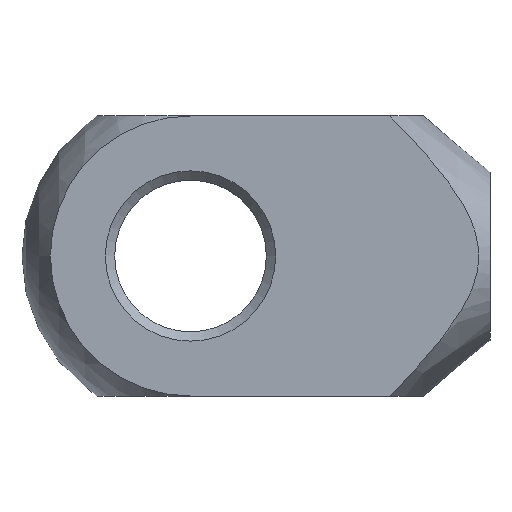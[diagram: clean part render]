
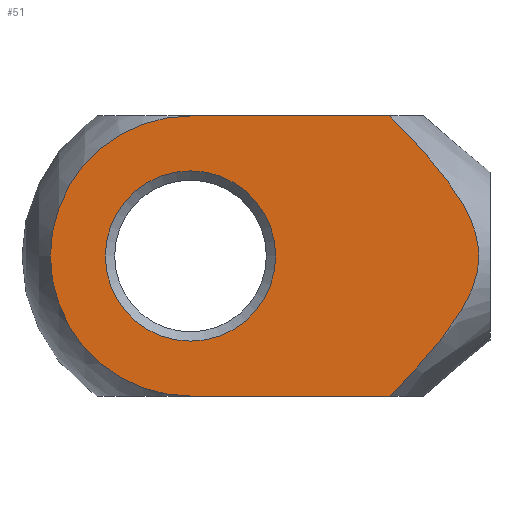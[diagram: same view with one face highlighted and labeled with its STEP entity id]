
A CAD part, left-side view. The second image highlights one B-rep face of the part: STEP entity #51.
In plain terms, the highlighted planar face has unit normal (-1, 0, 0).
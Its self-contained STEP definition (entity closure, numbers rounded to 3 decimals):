
#51 = ADVANCED_FACE( '', ( #111, #112 ), #113, .T. );
#111 = FACE_OUTER_BOUND( '', #179, .T. );
#112 = FACE_BOUND( '', #180, .T. );
#113 = PLANE( '', #181 );
#179 = EDGE_LOOP( '', ( #264, #265, #266, #267 ) );
#180 = EDGE_LOOP( '', ( #268 ) );
#181 = AXIS2_PLACEMENT_3D( '', #269, #270, #271 );
#264 = ORIENTED_EDGE( '', *, *, #379, .F. );
#265 = ORIENTED_EDGE( '', *, *, #380, .T. );
#266 = ORIENTED_EDGE( '', *, *, #370, .F. );
#267 = ORIENTED_EDGE( '', *, *, #381, .T. );
#268 = ORIENTED_EDGE( '', *, *, #356, .T. );
#269 = CARTESIAN_POINT( '', ( -5., 0., 7.5 ) );
#270 = DIRECTION( '', ( -1., 0., 0. ) );
#271 = DIRECTION( '', ( 0., 0., 1. ) );
#356 = EDGE_CURVE( '', #407, #407, #408, .T. );
#370 = EDGE_CURVE( '', #429, #419, #431, .F. );
#379 = EDGE_CURVE( '', #444, #445, #446, .F. );
#380 = EDGE_CURVE( '', #444, #419, #447, .F. );
#381 = EDGE_CURVE( '', #429, #445, #448, .T. );
#407 = VERTEX_POINT( '', #480 );
#408 = CIRCLE( '', #481, 4.55 );
#419 = VERTEX_POINT( '', #513 );
#429 = VERTEX_POINT( '', #523 );
#431 = CIRCLE( '', #525, 7.483 );
#444 = VERTEX_POINT( '', #567 );
#445 = VERTEX_POINT( '', #568 );
#446 = B_SPLINE_CURVE_WITH_KNOTS( '', 3, ( #569, #570, #571, #572, #573, #574, #575, #576, #577, #578, #579, #580, #581, #582, #583, #584, #585, #586, #587, #588, #589, #590, #591, #592, #593, #594, #595, #596 ), .UNSPECIFIED., .F., .F., ( 4, 2, 2, 2, 2, 2, 2, 2, 2, 2, 2, 2, 2, 4 ), ( 0.035, 0.037, 0.039, 0.04, 0.041, 0.043, 0.043, 0.044, 0.045, 0.046, 0.047, 0.048, 0.05, 0.053 ), .UNSPECIFIED. );
#447 = LINE( '', #597, #598 );
#448 = LINE( '', #599, #600 );
#480 = CARTESIAN_POINT( '', ( -5., 16., -4.55 ) );
#481 = AXIS2_PLACEMENT_3D( '', #653, #654, #655 );
#513 = CARTESIAN_POINT( '', ( -5., 16., 7.483 ) );
#523 = CARTESIAN_POINT( '', ( -5., 16., -7.483 ) );
#525 = AXIS2_PLACEMENT_3D( '', #679, #680, #681 );
#567 = CARTESIAN_POINT( '', ( -5., 5.363, 7.483 ) );
#568 = CARTESIAN_POINT( '', ( -5., 5.363, -7.483 ) );
#569 = CARTESIAN_POINT( '', ( -5., 5.363, -7.483 ) );
#570 = CARTESIAN_POINT( '', ( -5., 4.835, -6.951 ) );
#571 = CARTESIAN_POINT( '', ( -5., 4.316, -6.41 ) );
#572 = CARTESIAN_POINT( '', ( -5., 3.306, -5.295 ) );
#573 = CARTESIAN_POINT( '', ( -5., 2.815, -4.723 ) );
#574 = CARTESIAN_POINT( '', ( -5., 2.125, -3.812 ) );
#575 = CARTESIAN_POINT( '', ( -5., 1.905, -3.502 ) );
#576 = CARTESIAN_POINT( '', ( -5., 1.496, -2.863 ) );
#577 = CARTESIAN_POINT( '', ( -5., 1.307, -2.534 ) );
#578 = CARTESIAN_POINT( '', ( -5., 0.979, -1.847 ) );
#579 = CARTESIAN_POINT( '', ( -5., 0.84, -1.489 ) );
#580 = CARTESIAN_POINT( '', ( -5., 0.696, -0.939 ) );
#581 = CARTESIAN_POINT( '', ( -5., 0.659, -0.753 ) );
#582 = CARTESIAN_POINT( '', ( -5., 0.608, -0.375 ) );
#583 = CARTESIAN_POINT( '', ( -5., 0.596, -0.182 ) );
#584 = CARTESIAN_POINT( '', ( -5., 0.597, 0.387 ) );
#585 = CARTESIAN_POINT( '', ( -5., 0.649, 0.761 ) );
#586 = CARTESIAN_POINT( '', ( -5., 0.844, 1.501 ) );
#587 = CARTESIAN_POINT( '', ( -5., 0.982, 1.856 ) );
#588 = CARTESIAN_POINT( '', ( -5., 1.309, 2.538 ) );
#589 = CARTESIAN_POINT( '', ( -5., 1.498, 2.866 ) );
#590 = CARTESIAN_POINT( '', ( -5., 1.909, 3.508 ) );
#591 = CARTESIAN_POINT( '', ( -5., 2.129, 3.817 ) );
#592 = CARTESIAN_POINT( '', ( -5., 2.813, 4.72 ) );
#593 = CARTESIAN_POINT( '', ( -5., 3.302, 5.291 ) );
#594 = CARTESIAN_POINT( '', ( -5., 4.312, 6.406 ) );
#595 = CARTESIAN_POINT( '', ( -5., 4.833, 6.949 ) );
#596 = CARTESIAN_POINT( '', ( -5., 5.363, 7.483 ) );
#597 = CARTESIAN_POINT( '', ( -5., 0., 7.483 ) );
#598 = VECTOR( '', #690, 1000. );
#599 = CARTESIAN_POINT( '', ( -5., 0., -7.483 ) );
#600 = VECTOR( '', #691, 1000. );
#653 = CARTESIAN_POINT( '', ( -5., 16., 0. ) );
#654 = DIRECTION( '', ( 1., 0., 0. ) );
#655 = DIRECTION( '', ( 0., 0., -1. ) );
#679 = CARTESIAN_POINT( '', ( -5., 16., 0. ) );
#680 = DIRECTION( '', ( -1., 0., 0. ) );
#681 = DIRECTION( '', ( 0., 0., 1. ) );
#690 = DIRECTION( '', ( 0., -1., 0. ) );
#691 = DIRECTION( '', ( 0., -1., 0. ) );
